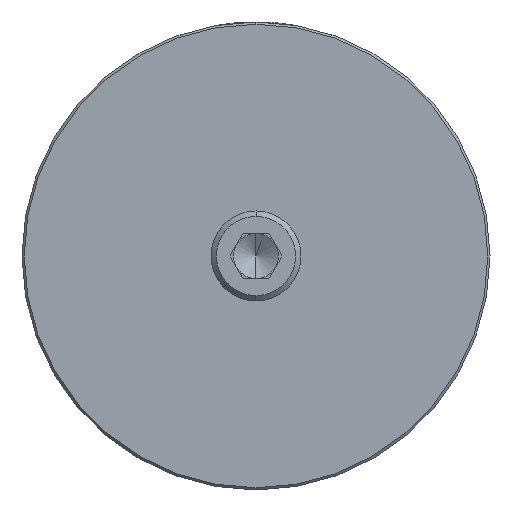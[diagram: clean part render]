
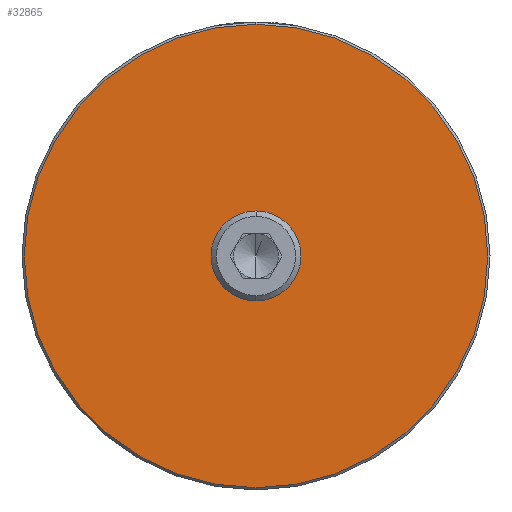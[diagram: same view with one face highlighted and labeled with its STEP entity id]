
A CAD part, front view. The second image highlights one B-rep face of the part: STEP entity #32865.
In plain terms, the highlighted face is planar.
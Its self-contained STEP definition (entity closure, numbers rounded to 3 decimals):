
#391 = DIRECTION ( 'NONE',  ( 0., 0., 1. ) ) ;
#506 = CIRCLE ( 'NONE', #22894, 25.75 ) ;
#1452 = CARTESIAN_POINT ( 'NONE',  ( 0., 30., 25.75 ) ) ;
#2115 = DIRECTION ( 'NONE',  ( 0., 0., 1. ) ) ;
#3231 = PLANE ( 'NONE',  #20675 ) ;
#3684 = CARTESIAN_POINT ( 'NONE',  ( 0., 30., 0. ) ) ;
#6062 = AXIS2_PLACEMENT_3D ( 'NONE', #33367, #7138, #2115 ) ;
#6110 = VERTEX_POINT ( 'NONE', #13699 ) ;
#6238 = CARTESIAN_POINT ( 'NONE',  ( 0., 30., -25.75 ) ) ;
#7138 = DIRECTION ( 'NONE',  ( 0., -1., 0. ) ) ;
#8240 = DIRECTION ( 'NONE',  ( 0., 0., 1. ) ) ;
#8750 = EDGE_LOOP ( 'NONE', ( #15072, #31230 ) ) ;
#9060 = DIRECTION ( 'NONE',  ( 0., 0., 1. ) ) ;
#9614 = VERTEX_POINT ( 'NONE', #1452 ) ;
#10958 = CARTESIAN_POINT ( 'NONE',  ( 0., 30., 0. ) ) ;
#11656 = DIRECTION ( 'NONE',  ( 0., 1., 0. ) ) ;
#12524 = EDGE_CURVE ( 'NONE', #6110, #29957, #23761, .T. ) ;
#13021 = EDGE_CURVE ( 'NONE', #9614, #25733, #506, .T. ) ;
#13147 = DIRECTION ( 'NONE',  ( 0., -1., 0. ) ) ;
#13239 = DIRECTION ( 'NONE',  ( 0., 1., 0. ) ) ;
#13699 = CARTESIAN_POINT ( 'NONE',  ( 0., 30., -4.75 ) ) ;
#15072 = ORIENTED_EDGE ( 'NONE', *, *, #15218, .T. ) ;
#15218 = EDGE_CURVE ( 'NONE', #29957, #6110, #15911, .T. ) ;
#15911 = CIRCLE ( 'NONE', #22692, 4.75 ) ;
#20675 = AXIS2_PLACEMENT_3D ( 'NONE', #21349, #13239, #391 ) ;
#21256 = EDGE_LOOP ( 'NONE', ( #27224, #27169 ) ) ;
#21349 = CARTESIAN_POINT ( 'NONE',  ( 0., 30., 0. ) ) ;
#22180 = AXIS2_PLACEMENT_3D ( 'NONE', #10958, #29414, #8240 ) ;
#22617 = FACE_BOUND ( 'NONE', #8750, .T. ) ;
#22692 = AXIS2_PLACEMENT_3D ( 'NONE', #31531, #13147, #28683 ) ;
#22894 = AXIS2_PLACEMENT_3D ( 'NONE', #3684, #11656, #9060 ) ;
#23761 = CIRCLE ( 'NONE', #6062, 4.75 ) ;
#25733 = VERTEX_POINT ( 'NONE', #6238 ) ;
#27169 = ORIENTED_EDGE ( 'NONE', *, *, #13021, .T. ) ;
#27224 = ORIENTED_EDGE ( 'NONE', *, *, #29369, .T. ) ;
#28683 = DIRECTION ( 'NONE',  ( 0., 0., 1. ) ) ;
#29159 = FACE_OUTER_BOUND ( 'NONE', #21256, .T. ) ;
#29217 = CIRCLE ( 'NONE', #22180, 25.75 ) ;
#29369 = EDGE_CURVE ( 'NONE', #25733, #9614, #29217, .T. ) ;
#29414 = DIRECTION ( 'NONE',  ( 0., 1., 0. ) ) ;
#29957 = VERTEX_POINT ( 'NONE', #30158 ) ;
#30158 = CARTESIAN_POINT ( 'NONE',  ( 0., 30., 4.75 ) ) ;
#31230 = ORIENTED_EDGE ( 'NONE', *, *, #12524, .T. ) ;
#31531 = CARTESIAN_POINT ( 'NONE',  ( 0., 30., 0. ) ) ;
#32865 = ADVANCED_FACE ( 'NONE', ( #29159, #22617 ), #3231, .T. ) ;
#33367 = CARTESIAN_POINT ( 'NONE',  ( 0., 30., 0. ) ) ;
